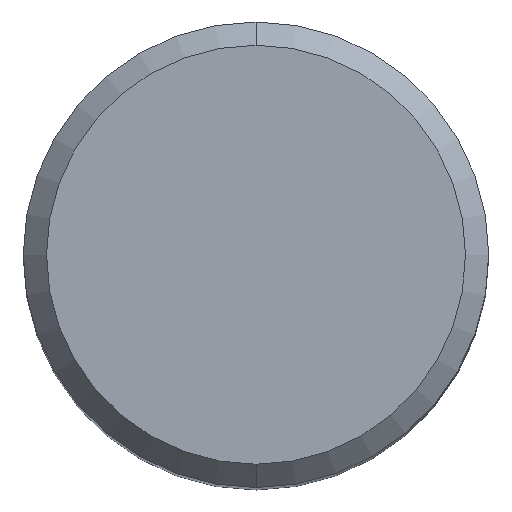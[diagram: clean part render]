
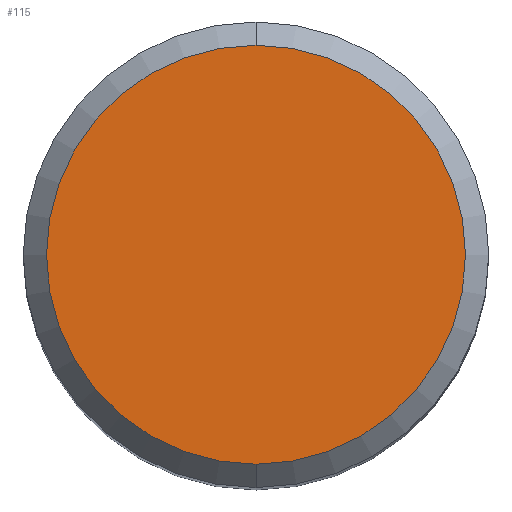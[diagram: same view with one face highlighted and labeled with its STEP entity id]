
A CAD part, top view. The second image highlights one B-rep face of the part: STEP entity #115.
In plain terms, the highlighted planar face has unit normal (0, 0, 1).
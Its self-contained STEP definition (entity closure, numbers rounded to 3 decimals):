
#101=VERTEX_POINT('',#236);
#115=ADVANCED_FACE('',(#253),#254,.T.);
#129=VERTEX_POINT('',#269);
#161=EDGE_CURVE('',#129,#101,#305,.T.);
#163=EDGE_CURVE('',#101,#129,#307,.T.);
#236=CARTESIAN_POINT('',(0.,-7.2,0.0));
#253=FACE_OUTER_BOUND('',#407,.T.);
#254=PLANE('',#408);
#269=CARTESIAN_POINT('',(0.0,7.2,0.0));
#305=CIRCLE('',#470,7.2);
#307=CIRCLE('',#473,7.2);
#407=EDGE_LOOP('',(#574,#575));
#408=AXIS2_PLACEMENT_3D('',#576,#577,#578);
#470=AXIS2_PLACEMENT_3D('',#627,#628,#629);
#473=AXIS2_PLACEMENT_3D('',#630,#631,#632);
#574=ORIENTED_EDGE('',*,*,#161,.F.);
#575=ORIENTED_EDGE('',*,*,#163,.F.);
#576=CARTESIAN_POINT('',(0.0,3.6,0.0));
#577=DIRECTION('',(-0.0,0.0,1.0));
#578=DIRECTION('',(0.0,-1.0,0.0));
#627=CARTESIAN_POINT('',(0.0,0.0,0.0));
#628=DIRECTION('',(0.0,0.0,-1.0));
#629=DIRECTION('',(0.0,1.0,0.0));
#630=CARTESIAN_POINT('',(0.0,0.0,0.0));
#631=DIRECTION('',(0.0,0.0,-1.0));
#632=DIRECTION('',(0.0,1.0,0.0));
